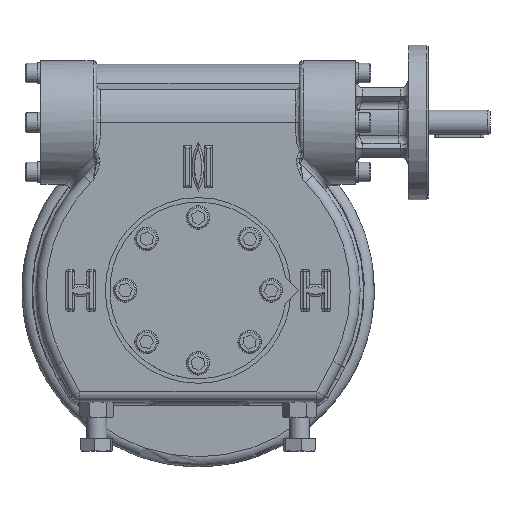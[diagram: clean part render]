
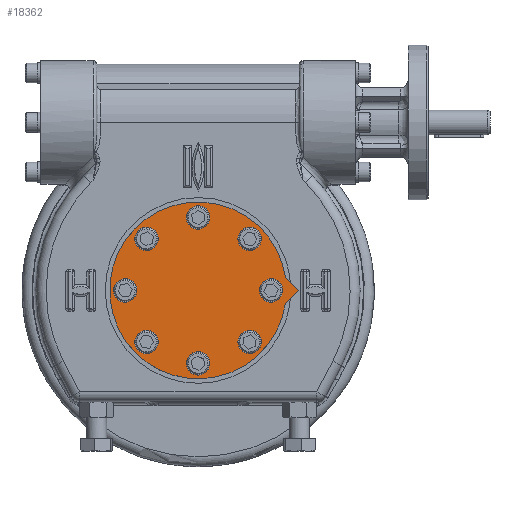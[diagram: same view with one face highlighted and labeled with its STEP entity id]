
A CAD part, top view. The second image highlights one B-rep face of the part: STEP entity #18362.
In plain terms, the highlighted planar face has unit normal (0, 0, 1).
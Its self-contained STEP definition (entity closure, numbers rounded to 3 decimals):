
#1425=LINE('',#26658,#2511);
#1426=LINE('',#26660,#2512);
#2511=VECTOR('',#21757,1000.);
#2512=VECTOR('',#21758,1000.);
#3942=ORIENTED_EDGE('',*,*,#9262,.T.);
#3943=ORIENTED_EDGE('',*,*,#9388,.T.);
#3944=ORIENTED_EDGE('',*,*,#9389,.T.);
#3945=ORIENTED_EDGE('',*,*,#9390,.T.);
#3946=ORIENTED_EDGE('',*,*,#9391,.T.);
#3947=ORIENTED_EDGE('',*,*,#9392,.F.);
#3948=ORIENTED_EDGE('',*,*,#9393,.F.);
#3949=ORIENTED_EDGE('',*,*,#9394,.F.);
#3950=ORIENTED_EDGE('',*,*,#9395,.T.);
#3951=ORIENTED_EDGE('',*,*,#9396,.T.);
#3952=ORIENTED_EDGE('',*,*,#9239,.T.);
#9239=EDGE_CURVE('',#12034,#12034,#13854,.T.);
#9262=EDGE_CURVE('',#12051,#12051,#13859,.T.);
#9388=EDGE_CURVE('',#12141,#12141,#13877,.T.);
#9389=EDGE_CURVE('',#12142,#12142,#13878,.T.);
#9390=EDGE_CURVE('',#12143,#12143,#13879,.T.);
#9391=EDGE_CURVE('',#12144,#12144,#13880,.T.);
#9392=EDGE_CURVE('',#12145,#12146,#13881,.T.);
#9393=EDGE_CURVE('',#12147,#12145,#1425,.T.);
#9394=EDGE_CURVE('',#12146,#12147,#1426,.T.);
#9395=EDGE_CURVE('',#12148,#12148,#13882,.T.);
#9396=EDGE_CURVE('',#12149,#12149,#13883,.T.);
#12034=VERTEX_POINT('',#26319);
#12051=VERTEX_POINT('',#26371);
#12141=VERTEX_POINT('',#26648);
#12142=VERTEX_POINT('',#26650);
#12143=VERTEX_POINT('',#26652);
#12144=VERTEX_POINT('',#26654);
#12145=VERTEX_POINT('',#26656);
#12146=VERTEX_POINT('',#26657);
#12147=VERTEX_POINT('',#26659);
#12148=VERTEX_POINT('',#26662);
#12149=VERTEX_POINT('',#26664);
#13854=CIRCLE('',#19521,9.5);
#13859=CIRCLE('',#19538,9.5);
#13877=CIRCLE('',#19617,9.5);
#13878=CIRCLE('',#19618,9.5);
#13879=CIRCLE('',#19619,9.5);
#13880=CIRCLE('',#19620,9.5);
#13881=CIRCLE('',#19621,71.5);
#13882=CIRCLE('',#19622,9.5);
#13883=CIRCLE('',#19623,9.5);
#14805=EDGE_LOOP('',(#3942));
#14806=EDGE_LOOP('',(#3943));
#14807=EDGE_LOOP('',(#3944));
#14808=EDGE_LOOP('',(#3945));
#14809=EDGE_LOOP('',(#3946));
#14810=EDGE_LOOP('',(#3947,#3948,#3949));
#14811=EDGE_LOOP('',(#3950));
#14812=EDGE_LOOP('',(#3951));
#14813=EDGE_LOOP('',(#3952));
#16284=FACE_BOUND('',#14805,.T.);
#16285=FACE_BOUND('',#14806,.T.);
#16286=FACE_BOUND('',#14807,.T.);
#16287=FACE_BOUND('',#14808,.T.);
#16288=FACE_BOUND('',#14809,.T.);
#16289=FACE_BOUND('',#14810,.T.);
#16290=FACE_BOUND('',#14811,.T.);
#16291=FACE_BOUND('',#14812,.T.);
#16292=FACE_BOUND('',#14813,.T.);
#17722=PLANE('',#19616);
#18362=ADVANCED_FACE('',(#16284,#16285,#16286,#16287,#16288,#16289,#16290,
#16291,#16292),#17722,.F.);
#19521=AXIS2_PLACEMENT_3D('',#26318,#21429,#21430);
#19538=AXIS2_PLACEMENT_3D('',#26370,#21481,#21482);
#19616=AXIS2_PLACEMENT_3D('',#26646,#21745,#21746);
#19617=AXIS2_PLACEMENT_3D('',#26647,#21747,#21748);
#19618=AXIS2_PLACEMENT_3D('',#26649,#21749,#21750);
#19619=AXIS2_PLACEMENT_3D('',#26651,#21751,#21752);
#19620=AXIS2_PLACEMENT_3D('',#26653,#21753,#21754);
#19621=AXIS2_PLACEMENT_3D('',#26655,#21755,#21756);
#19622=AXIS2_PLACEMENT_3D('',#26661,#21759,#21760);
#19623=AXIS2_PLACEMENT_3D('',#26663,#21761,#21762);
#21429=DIRECTION('',(0.,0.,-1.));
#21430=DIRECTION('',(0.924,-0.382,0.));
#21481=DIRECTION('',(0.,0.,-1.));
#21482=DIRECTION('',(0.924,0.383,0.));
#21745=DIRECTION('',(0.,0.,-1.));
#21746=DIRECTION('',(1.,0.,0.));
#21747=DIRECTION('',(0.,0.,-1.));
#21748=DIRECTION('',(-0.924,0.382,0.));
#21749=DIRECTION('',(0.,0.,-1.));
#21750=DIRECTION('',(-0.382,-0.924,0.));
#21751=DIRECTION('',(0.,0.,-1.));
#21752=DIRECTION('',(-0.383,0.924,0.));
#21753=DIRECTION('',(0.,0.,-1.));
#21754=DIRECTION('',(0.382,0.924,0.));
#21755=DIRECTION('',(0.,0.,-1.));
#21756=DIRECTION('',(1.,0.,0.));
#21757=DIRECTION('',(-0.707,-0.707,0.));
#21758=DIRECTION('',(0.707,-0.707,0.));
#21759=DIRECTION('',(0.,0.,-1.));
#21760=DIRECTION('',(0.383,-0.924,0.));
#21761=DIRECTION('',(0.,0.,-1.));
#21762=DIRECTION('',(-0.924,-0.383,0.));
#26318=CARTESIAN_POINT('',(0.,-59.,90.95));
#26319=CARTESIAN_POINT('',(8.778,-62.632,90.95));
#26370=CARTESIAN_POINT('',(41.719,-41.719,90.95));
#26371=CARTESIAN_POINT('',(50.495,-38.08,90.95));
#26646=CARTESIAN_POINT('',(0.,0.,90.95));
#26647=CARTESIAN_POINT('',(0.,59.,90.95));
#26648=CARTESIAN_POINT('',(-8.778,62.632,90.95));
#26649=CARTESIAN_POINT('',(-59.,0.,90.95));
#26650=CARTESIAN_POINT('',(-62.632,-8.778,90.95));
#26651=CARTESIAN_POINT('',(41.719,41.719,90.95));
#26652=CARTESIAN_POINT('',(38.08,50.495,90.95));
#26653=CARTESIAN_POINT('',(59.,0.,90.95));
#26654=CARTESIAN_POINT('',(62.632,8.778,90.95));
#26655=CARTESIAN_POINT('',(0.,0.,90.95));
#26656=CARTESIAN_POINT('',(70.676,-10.824,90.95));
#26657=CARTESIAN_POINT('',(70.676,10.824,90.95));
#26658=CARTESIAN_POINT('',(81.5,0.,90.95));
#26659=CARTESIAN_POINT('',(81.5,0.,90.95));
#26660=CARTESIAN_POINT('',(70.676,10.824,90.95));
#26661=CARTESIAN_POINT('',(-41.719,-41.719,90.95));
#26662=CARTESIAN_POINT('',(-38.08,-50.495,90.95));
#26663=CARTESIAN_POINT('',(-41.719,41.719,90.95));
#26664=CARTESIAN_POINT('',(-50.495,38.08,90.95));
